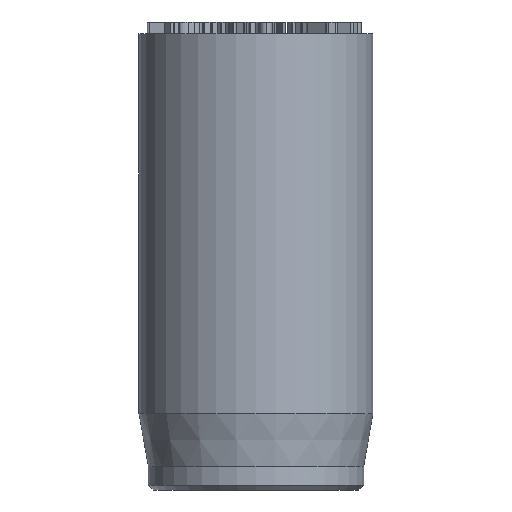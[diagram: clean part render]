
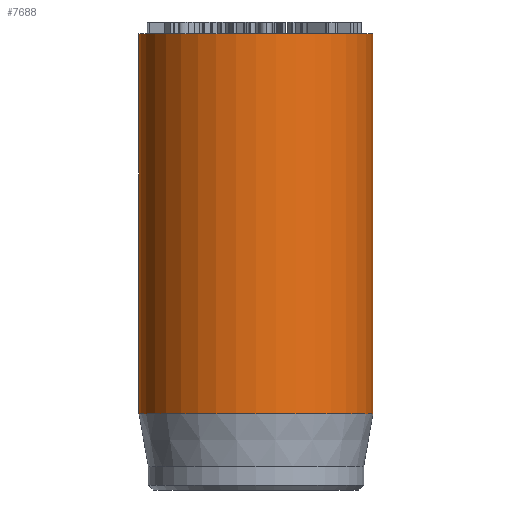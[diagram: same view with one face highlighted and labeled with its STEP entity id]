
A CAD part, front view. The second image highlights one B-rep face of the part: STEP entity #7688.
In plain terms, the highlighted cylindrical face has radius 5 mm (diameter 10 mm), a full revolution.
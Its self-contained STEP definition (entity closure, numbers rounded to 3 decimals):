
#32=CYLINDRICAL_SURFACE('',#8009,5.);
#44=CIRCLE('',#7978,5.);
#60=CIRCLE('',#8007,5.);
#61=CIRCLE('',#8008,5.);
#1063=FACE_OUTER_BOUND('',#1536,.T.);
#1536=EDGE_LOOP('',(#6961,#6962,#6963,#6964,#6965));
#2250=LINE('',#13917,#2970);
#2970=VECTOR('',#9229,5.);
#3691=VERTEX_POINT('',#13858);
#3707=VERTEX_POINT('',#13911);
#3708=VERTEX_POINT('',#13912);
#4773=EDGE_CURVE('',#3691,#3691,#44,.T.);
#4797=EDGE_CURVE('',#3707,#3708,#60,.T.);
#4798=EDGE_CURVE('',#3708,#3707,#61,.T.);
#4800=EDGE_CURVE('',#3691,#3707,#2250,.T.);
#6961=ORIENTED_EDGE('',*,*,#4773,.T.);
#6962=ORIENTED_EDGE('',*,*,#4800,.T.);
#6963=ORIENTED_EDGE('',*,*,#4797,.T.);
#6964=ORIENTED_EDGE('',*,*,#4798,.T.);
#6965=ORIENTED_EDGE('',*,*,#4800,.F.);
#7688=ADVANCED_FACE('',(#1063),#32,.T.);
#7978=AXIS2_PLACEMENT_3D('',#13859,#9156,#9157);
#8007=AXIS2_PLACEMENT_3D('',#13913,#9222,#9223);
#8008=AXIS2_PLACEMENT_3D('',#13914,#9224,#9225);
#8009=AXIS2_PLACEMENT_3D('',#13916,#9227,#9228);
#9156=DIRECTION('center_axis',(0.,0.,-1.));
#9157=DIRECTION('ref_axis',(-1.,0.,0.));
#9222=DIRECTION('center_axis',(0.,0.,1.));
#9223=DIRECTION('ref_axis',(-1.,0.,0.));
#9224=DIRECTION('center_axis',(0.,0.,1.));
#9225=DIRECTION('ref_axis',(-1.,0.,0.));
#9227=DIRECTION('center_axis',(0.,0.,1.));
#9228=DIRECTION('ref_axis',(-1.,0.,0.));
#9229=DIRECTION('',(0.,0.,-1.));
#13858=CARTESIAN_POINT('',(5.,0.,19.5));
#13859=CARTESIAN_POINT('Origin',(0.,0.,19.5));
#13911=CARTESIAN_POINT('',(5.,0.,3.269));
#13912=CARTESIAN_POINT('',(-5.,0.,3.269));
#13913=CARTESIAN_POINT('Origin',(0.,0.,3.269));
#13914=CARTESIAN_POINT('Origin',(0.,0.,3.269));
#13916=CARTESIAN_POINT('Origin',(0.,0.,0.));
#13917=CARTESIAN_POINT('',(5.,0.,0.));
